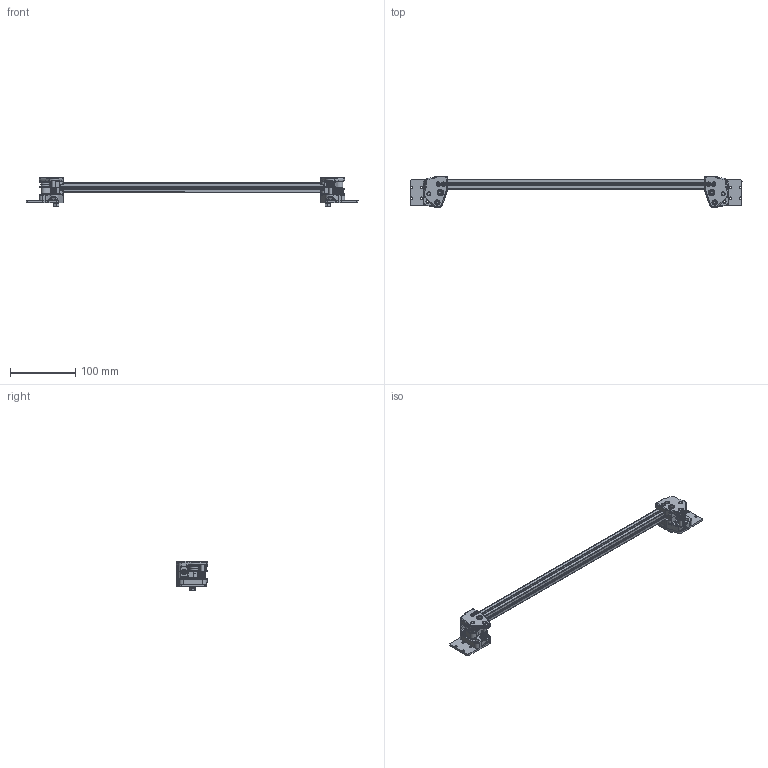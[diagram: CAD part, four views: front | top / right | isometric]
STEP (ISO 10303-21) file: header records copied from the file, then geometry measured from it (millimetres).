
FILE_DESCRIPTION(/* description */ (''),/* implementation_level */ '2;1');
FILE_NAME(/* name */ '1515_Trailhead_6mm-platev1_1.step',/* time_stamp */ '2023-04-30T18:29:48-04:00',/* author */ (''),/* organization */ (''),/* preprocessor_version */ 'ST-DEVELOPER v19.2',/* originating_system */ 'Autodesk Translation Framework v12.4.0.73',/* authorisation */ '');
FILE_SCHEMA (('AUTOMOTIVE_DESIGN { 1 0 10303 214 3 1 1 }'));
Length unit declared in the file: millimetre
Products named in the file (32): 1515_Trailhead_6mm-platev1_1; M5x40 SHCS (2) (1); XY Joint - Right v1 (1) (1); HFS3-1515-330 (1); 5x40 Pin (1) (2); F695 ZZ (1)_1 (1) (1); F695 ZZ (1) (1) (1); GT2 20T Idler Gates v2 (2) (1); GT2 20T Idler Gates v2 (4) (1); plate (1); XY Joint - Right v1 (2); M5 1mm Spacer (1)_1 (2); M5 Hex Nut (1) (1); 5x40 Pin (1) (2) (1); GT2 20T Idler v3 (2) (1) (1); GT2 20T Idler Gates v2 (3) (1); M5 1mm Spacer (1) (1) (1); GT2 20T Idler v3 (2) (3) (1); rightxyj; XY Joint - Left v3 (1) (1); XY Joint - Left v3 (2); GT2 20T Idler Gates v2 (1) (1); F695 ZZ (1)_1 (2); F695 ZZ (1) (2); 5x40 Pin (3); plate; M5 Hex Nut (2); M5x40 SHCS (2)_1 (1); 5x40 Pin (1) (1) (1); GT2 20T Idler Gates v2 (5) (1); GT2 20T Idler v3 (2) (2) (1); GT2 20T Idler v3 (2) (4)
Assembly tree (31 placements, depth 3):
  1515_Trailhead_6mm-platev1_1
    M5x40 SHCS (2) (1)
    XY Joint - Right v1 (1) (1)
    HFS3-1515-330 (1)
    5x40 Pin (1) (2)
    F695 ZZ (1)_1 (1) (1)
    F695 ZZ (1) (1) (1)
    GT2 20T Idler Gates v2 (2) (1)
    GT2 20T Idler Gates v2 (4) (1)
    plate (1)
    XY Joint - Right v1 (2)
    M5 1mm Spacer (1)_1 (2)
    M5 Hex Nut (1) (1)
    5x40 Pin (1) (2) (1)
    GT2 20T Idler v3 (2) (1) (1)
    GT2 20T Idler Gates v2 (3) (1)
    M5 1mm Spacer (1) (1) (1)
    GT2 20T Idler v3 (2) (3) (1)
    rightxyj
      XY Joint - Left v3 (1) (1)
      XY Joint - Left v3 (2)
      GT2 20T Idler Gates v2 (1) (1)
      F695 ZZ (1)_1 (2)
      F695 ZZ (1) (2)
      5x40 Pin (3)
      plate
      M5 Hex Nut (2)
      M5x40 SHCS (2)_1 (1)
      5x40 Pin (1) (1) (1)
      GT2 20T Idler Gates v2 (5) (1)
      GT2 20T Idler v3 (2) (2) (1)
      GT2 20T Idler v3 (2) (4)
Bounding box: 509.82 x 49.02 x 45.4 mm (x, y, z)
Volume: 139828.5 mm3; surface area: 97384.7 mm2
Topology: 30 solids, 30 shells, 1066 faces, 2600 edges, 1636 vertices
Faces by surface type: plane 412, cylinder 405, cone 138, bspline 58, torus 51, sphere 2
Full cylindrical faces by diameter (mm): 2.5 x1, 3.2 x2, 3.4 x14, 3.6 x12, 4.2 x2, 4.7 x4, 5 x18, 5.2 x4, 5.4 x8, 5.75 x4, 5.8 x8, 6.2 x2, 6.5 x8, 8 x3, 8.15 x4, 8.2 x8, 8.5 x2, 9 x12, 10 x3, 11.5 x8, 13 x4, 13.15 x4, 15 x6, 15.15 x4
Entity records: 38965 total; most frequent: CARTESIAN_POINT 12459, DIRECTION 5614, ORIENTED_EDGE 5162, EDGE_CURVE 2581, AXIS2_PLACEMENT_3D 2143, VERTEX_POINT 1636, LINE 1328, VECTOR 1328
